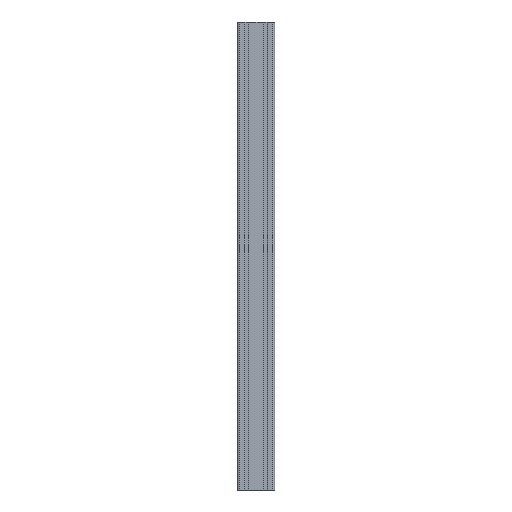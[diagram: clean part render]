
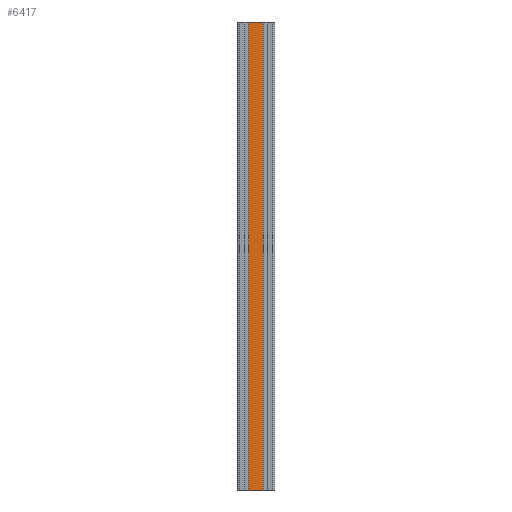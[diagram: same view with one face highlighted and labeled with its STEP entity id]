
A CAD part, front view. The second image highlights one B-rep face of the part: STEP entity #6417.
In plain terms, the highlighted planar face has unit normal (0, -1, 0).
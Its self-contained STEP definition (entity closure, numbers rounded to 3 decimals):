
#760=FACE_OUTER_BOUND($,#1086,.T.);
#1086=EDGE_LOOP($,(#5016,#5017,#5018,#5019));
#1658=LINE($,#10505,#2298);
#1659=LINE($,#10508,#2299);
#1660=LINE($,#10510,#2300);
#1661=LINE($,#10511,#2301);
#2298=VECTOR($,#8563,1000.);
#2299=VECTOR($,#8566,30.);
#2300=VECTOR($,#8567,30.);
#2301=VECTOR($,#8568,1000.);
#2944=VERTEX_POINT($,#10501);
#2945=VERTEX_POINT($,#10503);
#2946=VERTEX_POINT($,#10507);
#2947=VERTEX_POINT($,#10509);
#3820=EDGE_CURVE($,#2944,#2945,#1658,.T.);
#3821=EDGE_CURVE($,#2946,#2944,#1659,.T.);
#3822=EDGE_CURVE($,#2947,#2945,#1660,.T.);
#3823=EDGE_CURVE($,#2946,#2947,#1661,.T.);
#5016=ORIENTED_EDGE($,*,*,#3821,.T.);
#5017=ORIENTED_EDGE($,*,*,#3820,.T.);
#5018=ORIENTED_EDGE($,*,*,#3822,.F.);
#5019=ORIENTED_EDGE($,*,*,#3823,.F.);
#6137=PLANE($,#6981);
#6417=ADVANCED_FACE($,(#760),#6137,.T.);
#6981=AXIS2_PLACEMENT_3D($,#10506,#8564,#8565);
#8563=DIRECTION($,(0.,0.,1.));
#8564=DIRECTION('center_axis',(0.,-1.,0.));
#8565=DIRECTION('ref_axis',(1.,0.,0.));
#8566=DIRECTION($,(1.,0.,0.));
#8567=DIRECTION($,(1.,0.,0.));
#8568=DIRECTION($,(0.,0.,1.));
#10501=CARTESIAN_POINT('',(30.,0.,0.));
#10503=CARTESIAN_POINT('',(30.,0.,1000.));
#10505=CARTESIAN_POINT($,(30.,0.,0.));
#10506=CARTESIAN_POINT('Origin',(0.,0.,
0.));
#10507=CARTESIAN_POINT('',(0.,0.,
0.));
#10508=CARTESIAN_POINT($,(0.,0.,
0.));
#10509=CARTESIAN_POINT('',(0.,0.,1000.));
#10510=CARTESIAN_POINT($,(0.,0.,
1000.));
#10511=CARTESIAN_POINT($,(0.,0.,
0.));
